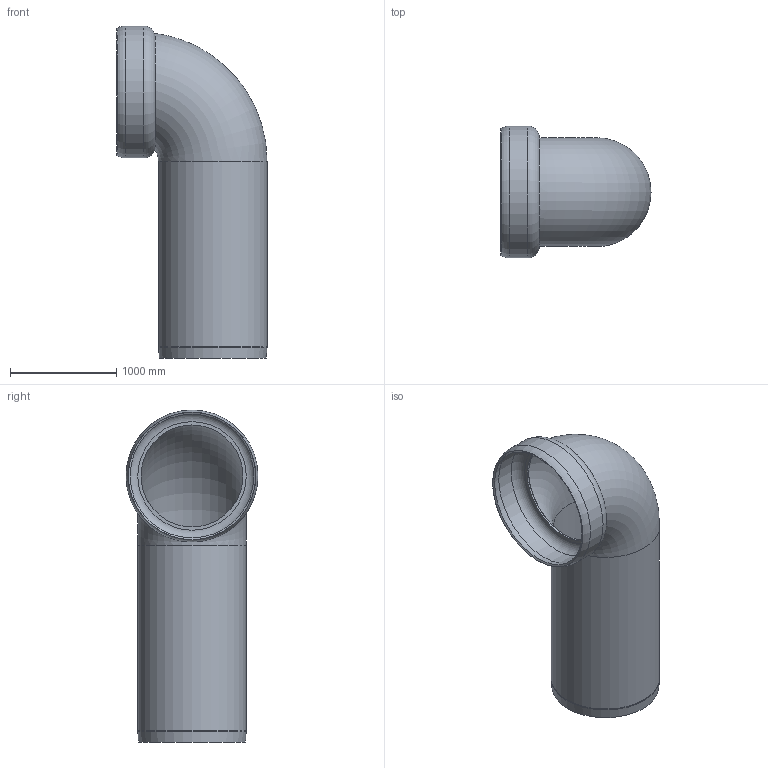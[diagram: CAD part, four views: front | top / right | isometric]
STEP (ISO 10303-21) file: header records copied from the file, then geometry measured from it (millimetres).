
FILE_DESCRIPTION(/* description */ (''),/* implementation_level */ '2;1');
FILE_NAME(/* name */ '03011.100X_3D.stp',/* time_stamp */ '2025-05-07T07:07:10+02:00',/* author */ ('N.Hausmann'),/* organization */ (''),/* preprocessor_version */ 'ST-DEVELOPER v20',/* originating_system */ 'AutoCAD Mechanical',/* authorisation */ '');
FILE_SCHEMA (('AUTOMOTIVE_DESIGN { 1 0 10303 214 3 1 1 }'));
Length unit declared in the file: centimetre
Products named in the file (2): Product; *S2
Assembly tree (1 placements, depth 2):
  Product
    *S2
Bounding box: 1410 x 1240 x 3120 mm (x, y, z)
Volume: 207088746.8 mm3; surface area: 21102566.3 mm2
Topology: 3 solids, 3 shells, 23 faces, 53 edges, 35 vertices
Faces by surface type: torus 8, cone 5, cylinder 5, plane 5
Full cylindrical faces by diameter (mm): 958.389 x1, 980 x1, 1020 x1, 1200 x1, 1240 x1
Entity records: 991 total; most frequent: CARTESIAN_POINT 382, DIRECTION 140, ORIENTED_EDGE 106, AXIS2_PLACEMENT_3D 65, EDGE_CURVE 53, CIRCLE 39, VERTEX_POINT 35, EDGE_LOOP 28
